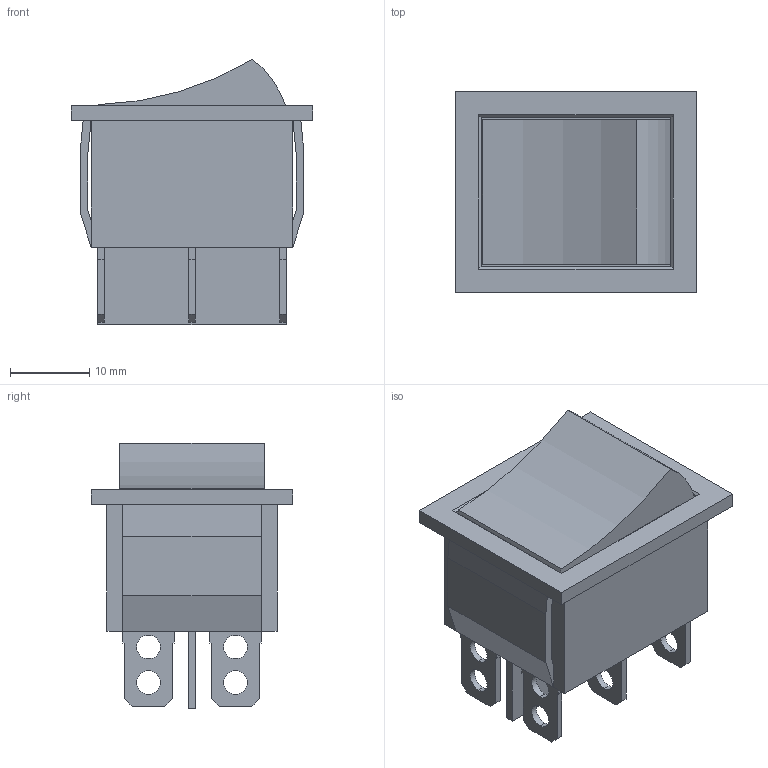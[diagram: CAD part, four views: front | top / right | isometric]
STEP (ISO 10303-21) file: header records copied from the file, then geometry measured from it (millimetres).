
FILE_DESCRIPTION (( 'STEP AP203' ), '1' );
FILE_NAME ('cong tac 6 chan.STEP', '2021-02-19T16:24:39', ( '' ), ( '' ), 'SwSTEP 2.0', 'SolidWorks 2018', '' );
FILE_SCHEMA (( 'CONFIG_CONTROL_DESIGN' ));
Length unit declared in the file: millimetre
Products named in the file (2): cong tac 6 chan
Bounding box: 30.5 x 25.4 x 33.55 mm (x, y, z)
Volume: 12112 mm3; surface area: 6056.3 mm2
Topology: 1 solids, 1 shells, 137 faces, 378 edges, 248 vertices
Faces by surface type: plane 110, cylinder 27
Entity records: 4521 total; most frequent: CARTESIAN_POINT 765, ORIENTED_EDGE 756, DIRECTION 710, EDGE_CURVE 378, VECTOR 324, LINE 324, VERTEX_POINT 248, AXIS2_PLACEMENT_3D 193
